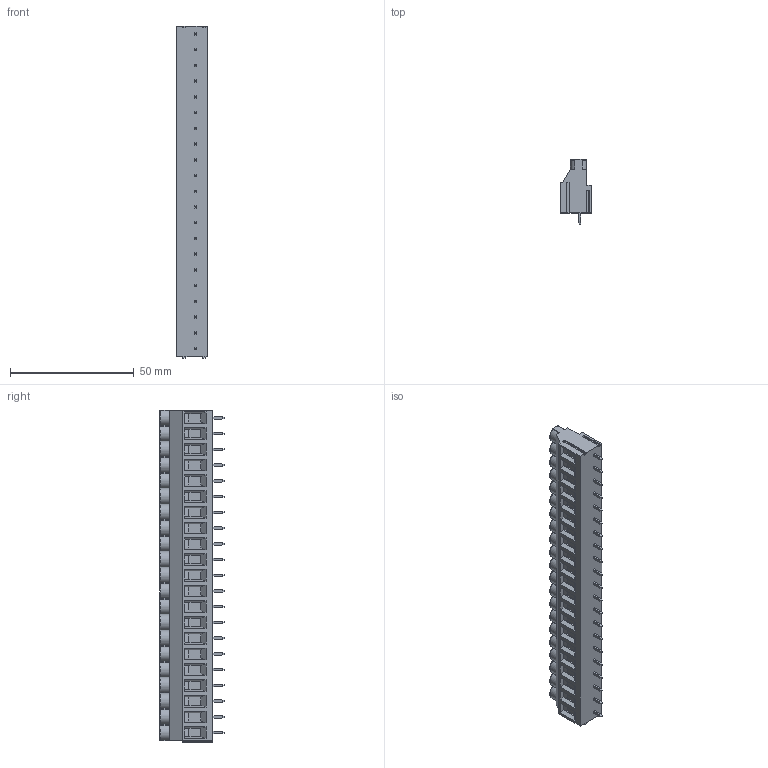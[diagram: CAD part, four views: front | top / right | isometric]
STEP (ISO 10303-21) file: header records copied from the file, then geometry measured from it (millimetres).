
FILE_DESCRIPTION((''),'2;1');
FILE_NAME('TL901V-XXP-XC','2024-12-11T',('yanfa'),(''),'PRO/ENGINEER BY PARAMETRIC TECHNOLOGY CORPORATION, 2009280','PRO/ENGINEER BY PARAMETRIC TECHNOLOGY CORPORATION, 2009280','');
FILE_SCHEMA(('AUTOMOTIVE_DESIGN_CC2 { 1 2 10303 214 -1 1 5 2 }'));
Length unit declared in the file: millimetre
Products named in the file (1): TL901V-XXP-XC
Bounding box: 12.5 x 26.1 x 133.95 mm (x, y, z)
Volume: 26108.4 mm3; surface area: 11822.2 mm2
Topology: 1 solids, 1 shells, 1200 faces, 3069 edges, 1934 vertices
Faces by surface type: plane 765, cylinder 267, torus 84, cone 84
Entity records: 36399 total; most frequent: CARTESIAN_POINT 7163, ORIENTED_EDGE 6138, DIRECTION 5919, EDGE_CURVE 3069, VECTOR 2283, LINE 2283, VERTEX_POINT 1934, AXIS2_PLACEMENT_3D 1818
